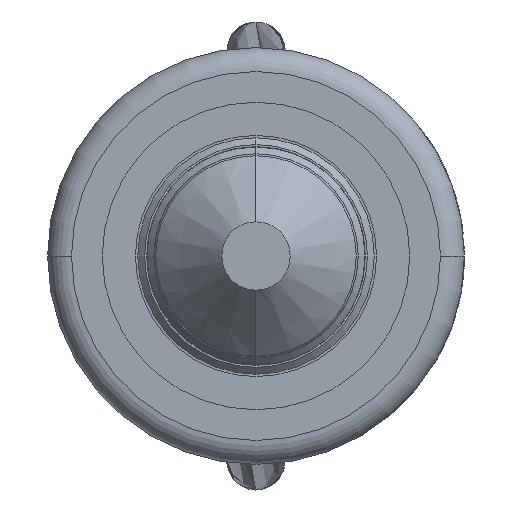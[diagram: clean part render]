
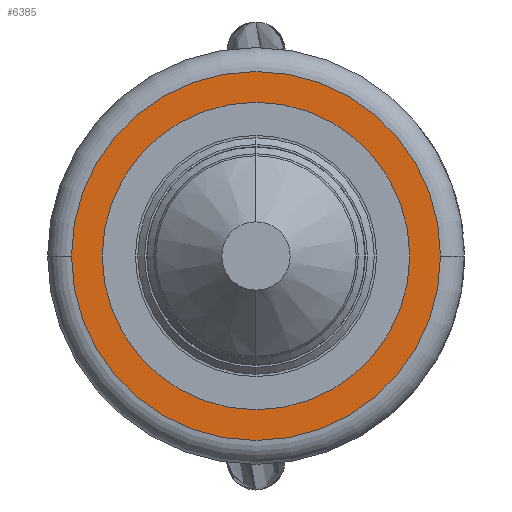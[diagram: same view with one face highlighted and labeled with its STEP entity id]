
A CAD part, left-side view. The second image highlights one B-rep face of the part: STEP entity #6385.
In plain terms, the highlighted face is planar.
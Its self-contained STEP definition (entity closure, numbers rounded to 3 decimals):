
#2344 = AXIS2_PLACEMENT_3D ( 'NONE', #13346, #11926, #13413 ) ;
#2432 = PLANE ( 'NONE',  #2344 ) ;
#4983 = AXIS2_PLACEMENT_3D ( 'NONE', #16039, #17677, #12853 ) ;
#6385 = ADVANCED_FACE ( 'NONE', ( #18318 ), #2432, .T. ) ;
#6819 = AXIS2_PLACEMENT_3D ( 'NONE', #17180, #20331, #18781 ) ;
#7498 = CIRCLE ( 'NONE', #4983, 2.7 ) ;
#8038 = VERTEX_POINT ( 'NONE', #10641 ) ;
#9180 = EDGE_CURVE ( 'NONE', #9641, #8038, #17772, .T. ) ;
#9641 = VERTEX_POINT ( 'NONE', #14040 ) ;
#10641 = CARTESIAN_POINT ( 'NONE',  ( 0., 13.9, 2.7 ) ) ;
#11926 = DIRECTION ( 'NONE',  ( 0., 1., 0. ) ) ;
#12853 = DIRECTION ( 'NONE',  ( 0., 0., 1. ) ) ;
#13346 = CARTESIAN_POINT ( 'NONE',  ( 0., 13.9, 0. ) ) ;
#13413 = DIRECTION ( 'NONE',  ( 0., 0., 1. ) ) ;
#14040 = CARTESIAN_POINT ( 'NONE',  ( 0., 13.9, -2.7 ) ) ;
#15809 = EDGE_LOOP ( 'NONE', ( #17703, #19631 ) ) ;
#16039 = CARTESIAN_POINT ( 'NONE',  ( 0., 13.9, 0. ) ) ;
#17180 = CARTESIAN_POINT ( 'NONE',  ( 0., 13.9, 0. ) ) ;
#17677 = DIRECTION ( 'NONE',  ( 0., 1., 0. ) ) ;
#17703 = ORIENTED_EDGE ( 'NONE', *, *, #20685, .T. ) ;
#17772 = CIRCLE ( 'NONE', #6819, 2.7 ) ;
#18318 = FACE_OUTER_BOUND ( 'NONE', #15809, .T. ) ;
#18781 = DIRECTION ( 'NONE',  ( 0., 0., 1. ) ) ;
#19631 = ORIENTED_EDGE ( 'NONE', *, *, #9180, .T. ) ;
#20331 = DIRECTION ( 'NONE',  ( 0., 1., 0. ) ) ;
#20685 = EDGE_CURVE ( 'NONE', #8038, #9641, #7498, .T. ) ;
